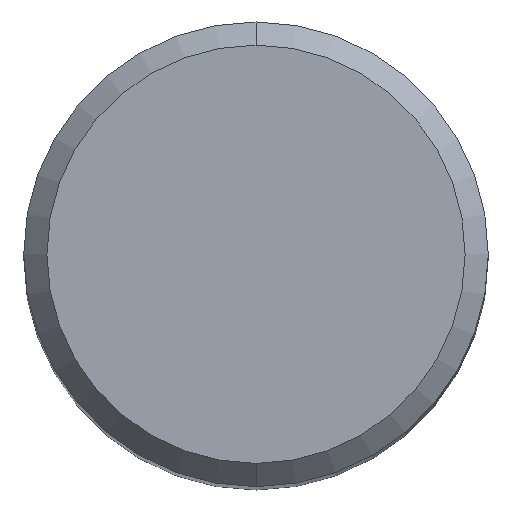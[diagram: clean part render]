
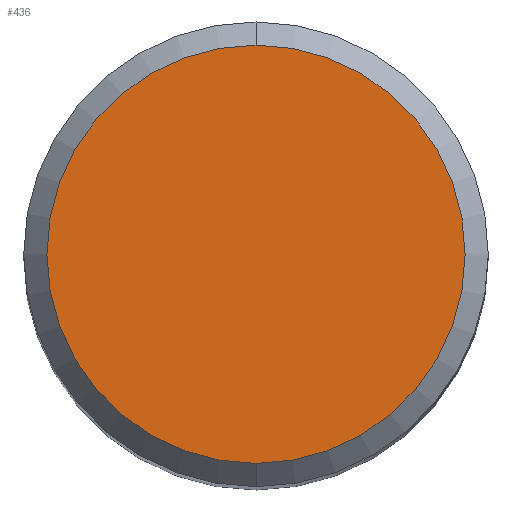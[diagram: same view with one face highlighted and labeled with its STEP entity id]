
A CAD part, top view. The second image highlights one B-rep face of the part: STEP entity #436.
In plain terms, the highlighted planar face has unit normal (0, 0, 1).
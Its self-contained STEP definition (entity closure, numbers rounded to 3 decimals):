
#436=ADVANCED_FACE('',(#1016),#1017,.T.);
#466=EDGE_CURVE('',#752,#628,#1049,.T.);
#558=EDGE_CURVE('',#628,#752,#1151,.T.);
#628=VERTEX_POINT('',#1228);
#752=VERTEX_POINT('',#1360);
#1016=FACE_OUTER_BOUND('',#3505,.T.);
#1017=PLANE('',#3506);
#1049=CIRCLE('',#3633,7.2);
#1151=CIRCLE('',#4661,7.2);
#1228=CARTESIAN_POINT('',(0.,-7.2,0.0));
#1360=CARTESIAN_POINT('',(0.0,7.2,0.0));
#3505=EDGE_LOOP('',(#6585,#6586));
#3506=AXIS2_PLACEMENT_3D('',#6587,#6588,#6589);
#3633=AXIS2_PLACEMENT_3D('',#6616,#6617,#6618);
#4661=AXIS2_PLACEMENT_3D('',#6724,#6725,#6726);
#6585=ORIENTED_EDGE('',*,*,#466,.F.);
#6586=ORIENTED_EDGE('',*,*,#558,.F.);
#6587=CARTESIAN_POINT('',(0.0,3.6,0.0));
#6588=DIRECTION('',(-0.0,0.0,1.0));
#6589=DIRECTION('',(0.0,-1.0,0.0));
#6616=CARTESIAN_POINT('',(0.0,0.0,0.0));
#6617=DIRECTION('',(0.0,0.0,-1.0));
#6618=DIRECTION('',(0.0,1.0,0.0));
#6724=CARTESIAN_POINT('',(0.0,0.0,0.0));
#6725=DIRECTION('',(0.0,0.0,-1.0));
#6726=DIRECTION('',(0.0,1.0,0.0));
